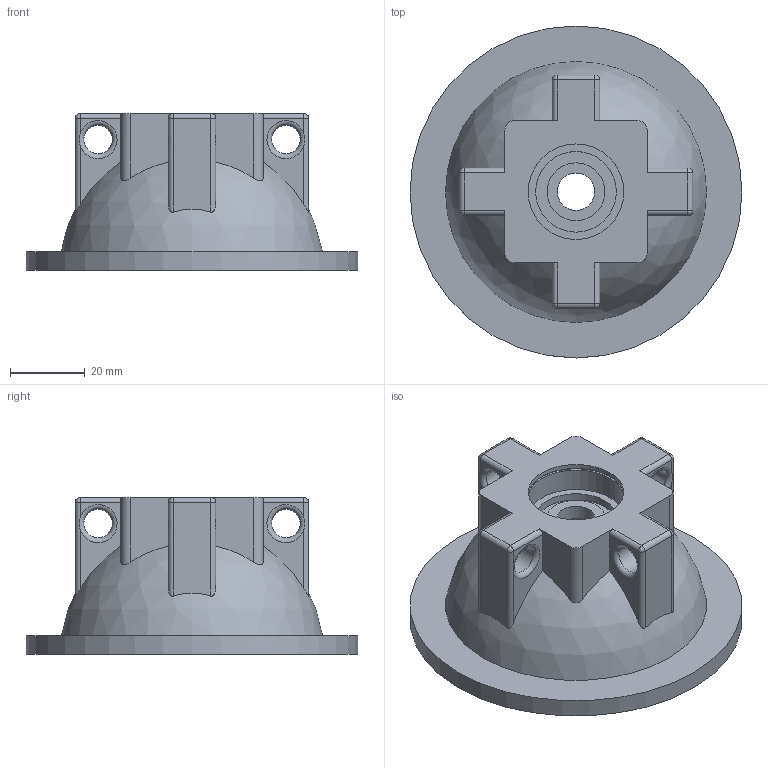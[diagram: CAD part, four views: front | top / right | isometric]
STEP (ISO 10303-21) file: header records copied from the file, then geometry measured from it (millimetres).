
FILE_DESCRIPTION(/* description */ ('','CAx-IF Rec.Pracs.---Representation and Presentation of Product Manufacturing Information (PMI)---4.0---2014-10-13'),/* implementation_level */ '2;1');
FILE_NAME(/* name */ 'Raspi_Pressure_Housing_Endcap.step',/* time_stamp */ '2025-02-25T19:33:06-05:00',/* author */ (''),/* organization */ (''),/* preprocessor_version */ 'ST-DEVELOPER v20',/* originating_system */ 'Autodesk Translation Framework v13.20.0.188',/* authorisation */ '');
FILE_SCHEMA (('AP242_MANAGED_MODEL_BASED_3D_ENGINEERING_MIM_LF { 1 0 10303 442 1 1 4 }'));
Length unit declared in the file: inch
Products named in the file (1): BIOS_CAP
Bounding box: 88.9 x 88.9 x 42.02 mm (x, y, z)
Volume: 63245.9 mm3; surface area: 26260.1 mm2
Topology: 1 solids, 1 shells, 107 faces, 273 edges, 173 vertices
Faces by surface type: plane 40, cylinder 37, sphere 14, torus 12, bspline 4
Full cylindrical faces by diameter (mm): 7.62 x4, 10 x1, 15.494 x1, 21.59 x1, 25.6 x2, 26.746 x1, 65.532 x1, 72.644 x1, 88.9 x1
Entity records: 4192 total; most frequent: CARTESIAN_POINT 1488, DIRECTION 593, ORIENTED_EDGE 546, EDGE_CURVE 273, AXIS2_PLACEMENT_3D 244, VERTEX_POINT 173, CIRCLE 140, EDGE_LOOP 122
